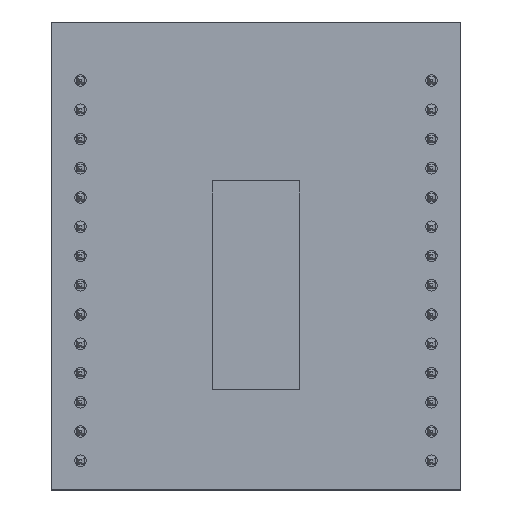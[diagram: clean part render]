
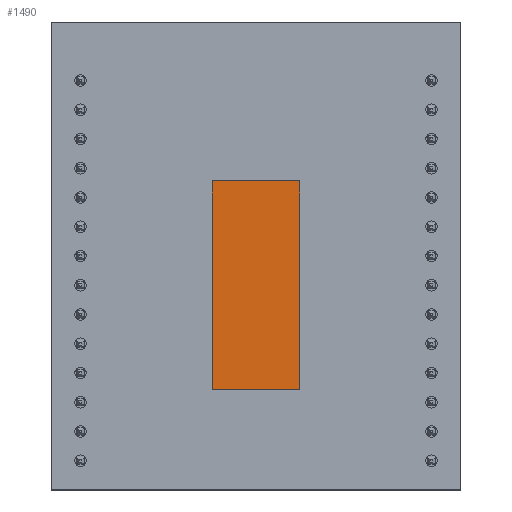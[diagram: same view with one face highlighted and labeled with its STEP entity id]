
A CAD part, top view. The second image highlights one B-rep face of the part: STEP entity #1490.
In plain terms, the highlighted planar face has unit normal (0, 0, 1).
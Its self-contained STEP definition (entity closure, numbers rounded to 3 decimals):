
#1361 = VERTEX_POINT('',#1362);
#1362 = CARTESIAN_POINT('',(-3.8,9.05,2.55));
#1368 = EDGE_CURVE('',#1361,#1369,#1371,.T.);
#1369 = VERTEX_POINT('',#1370);
#1370 = CARTESIAN_POINT('',(-3.8,-9.05,2.55));
#1371 = LINE('',#1372,#1373);
#1372 = CARTESIAN_POINT('',(-3.8,9.05,2.55));
#1373 = VECTOR('',#1374,1.);
#1374 = DIRECTION('',(0.,-1.,0.));
#1399 = EDGE_CURVE('',#1369,#1400,#1402,.T.);
#1400 = VERTEX_POINT('',#1401);
#1401 = CARTESIAN_POINT('',(3.8,-9.05,2.55));
#1402 = LINE('',#1403,#1404);
#1403 = CARTESIAN_POINT('',(-3.8,-9.05,2.55));
#1404 = VECTOR('',#1405,1.);
#1405 = DIRECTION('',(1.,0.,0.));
#1430 = EDGE_CURVE('',#1400,#1431,#1433,.T.);
#1431 = VERTEX_POINT('',#1432);
#1432 = CARTESIAN_POINT('',(3.8,9.05,2.55));
#1433 = LINE('',#1434,#1435);
#1434 = CARTESIAN_POINT('',(3.8,-9.05,2.55));
#1435 = VECTOR('',#1436,1.);
#1436 = DIRECTION('',(0.,1.,0.));
#1461 = EDGE_CURVE('',#1431,#1361,#1462,.T.);
#1462 = LINE('',#1463,#1464);
#1463 = CARTESIAN_POINT('',(3.8,9.05,2.55));
#1464 = VECTOR('',#1465,1.);
#1465 = DIRECTION('',(-1.,0.,0.));
#1490 = ADVANCED_FACE('',(#1491),#1497,.F.);
#1491 = FACE_BOUND('',#1492,.T.);
#1492 = EDGE_LOOP('',(#1493,#1494,#1495,#1496));
#1493 = ORIENTED_EDGE('',*,*,#1368,.T.);
#1494 = ORIENTED_EDGE('',*,*,#1399,.T.);
#1495 = ORIENTED_EDGE('',*,*,#1430,.T.);
#1496 = ORIENTED_EDGE('',*,*,#1461,.T.);
#1497 = PLANE('',#1498);
#1498 = AXIS2_PLACEMENT_3D('',#1499,#1500,#1501);
#1499 = CARTESIAN_POINT('',(-3.8,9.05,2.55));
#1500 = DIRECTION('',(0.,0.,-1.));
#1501 = DIRECTION('',(-1.,0.,0.));
